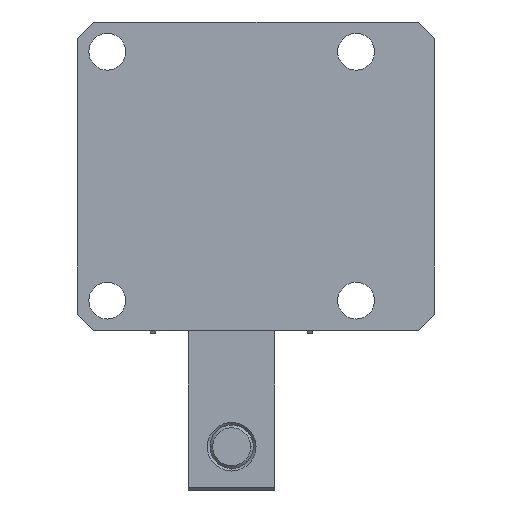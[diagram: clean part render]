
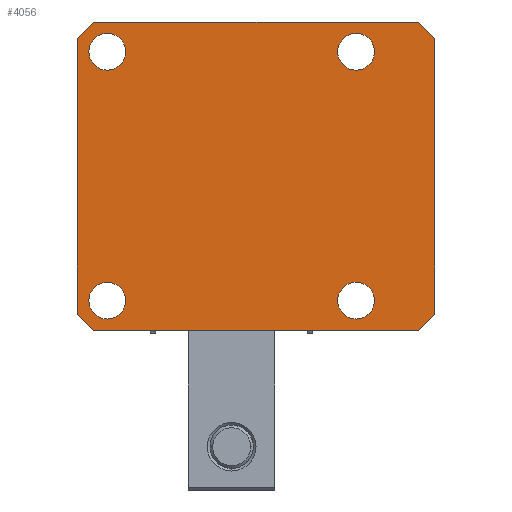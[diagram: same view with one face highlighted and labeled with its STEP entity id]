
A CAD part, front view. The second image highlights one B-rep face of the part: STEP entity #4056.
In plain terms, the highlighted planar face has unit normal (0, -1, 0).
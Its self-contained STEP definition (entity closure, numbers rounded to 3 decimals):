
#276 = ORIENTED_EDGE ( 'NONE', *, *, #2521, .T. ) ;
#479 = EDGE_LOOP ( 'NONE', ( #6419, #8860 ) ) ;
#562 = DIRECTION ( 'NONE',  ( -0.707, 0., 0.707 ) ) ;
#608 = AXIS2_PLACEMENT_3D ( 'NONE', #3999, #10964, #5001 ) ;
#697 = VERTEX_POINT ( 'NONE', #6440 ) ;
#852 = EDGE_CURVE ( 'NONE', #7450, #5104, #9164, .T. ) ;
#932 = EDGE_LOOP ( 'NONE', ( #3005, #5845 ) ) ;
#1184 = DIRECTION ( 'NONE',  ( 1., 0., 0. ) ) ;
#1204 = EDGE_CURVE ( 'NONE', #12388, #7740, #2517, .T. ) ;
#1337 = CARTESIAN_POINT ( 'NONE',  ( -397.549, 141.613, -25.5 ) ) ;
#1411 = VECTOR ( 'NONE', #7845, 1000. ) ;
#1540 = EDGE_LOOP ( 'NONE', ( #5009, #11656 ) ) ;
#1573 = ORIENTED_EDGE ( 'NONE', *, *, #10580, .T. ) ;
#1612 = CIRCLE ( 'NONE', #5412, 3.4 ) ;
#1737 = DIRECTION ( 'NONE',  ( 0., 1., 0. ) ) ;
#2246 = CARTESIAN_POINT ( 'NONE',  ( -460.549, 141.613, 28.5 ) ) ;
#2268 = CARTESIAN_POINT ( 'NONE',  ( -400.549, 141.613, 28.5 ) ) ;
#2349 = VERTEX_POINT ( 'NONE', #2952 ) ;
#2405 = VECTOR ( 'NONE', #8247, 1000. ) ;
#2503 = EDGE_CURVE ( 'NONE', #8455, #7771, #5582, .T. ) ;
#2507 = CARTESIAN_POINT ( 'NONE',  ( -412.049, 141.613, 19.6 ) ) ;
#2517 = CIRCLE ( 'NONE', #7339, 3.4 ) ;
#2521 = EDGE_CURVE ( 'NONE', #10573, #8986, #10887, .T. ) ;
#2536 = CARTESIAN_POINT ( 'NONE',  ( -463.549, 141.613, -25.5 ) ) ;
#2585 = EDGE_CURVE ( 'NONE', #7771, #7450, #11821, .T. ) ;
#2695 = CIRCLE ( 'NONE', #608, 3.4 ) ;
#2952 = CARTESIAN_POINT ( 'NONE',  ( -412.049, 141.613, 26.4 ) ) ;
#3005 = ORIENTED_EDGE ( 'NONE', *, *, #9575, .T. ) ;
#3135 = DIRECTION ( 'NONE',  ( 0., 0., -1. ) ) ;
#3142 = ORIENTED_EDGE ( 'NONE', *, *, #2503, .T. ) ;
#3163 = DIRECTION ( 'NONE',  ( 0., -1., 0. ) ) ;
#3166 = CARTESIAN_POINT ( 'NONE',  ( -397.549, 141.613, 25.5 ) ) ;
#3179 = PLANE ( 'NONE',  #9762 ) ;
#3256 = CARTESIAN_POINT ( 'NONE',  ( -463.549, 141.613, -28.5 ) ) ;
#3333 = CARTESIAN_POINT ( 'NONE',  ( -458.049, 141.613, 19.6 ) ) ;
#3759 = CARTESIAN_POINT ( 'NONE',  ( -460.549, 141.613, 28.5 ) ) ;
#3898 = DIRECTION ( 'NONE',  ( -0.707, 0., -0.707 ) ) ;
#3999 = CARTESIAN_POINT ( 'NONE',  ( -412.049, 141.613, 23. ) ) ;
#4056 = ADVANCED_FACE ( 'NONE', ( #5715, #9051, #11170, #9458, #11029 ), #3179, .T. ) ;
#4232 = ORIENTED_EDGE ( 'NONE', *, *, #11726, .T. ) ;
#4326 = CARTESIAN_POINT ( 'NONE',  ( -412.049, 141.613, 23. ) ) ;
#4327 = CARTESIAN_POINT ( 'NONE',  ( -458.049, 141.613, 23. ) ) ;
#4562 = LINE ( 'NONE', #11468, #12195 ) ;
#4576 = EDGE_CURVE ( 'NONE', #7740, #12388, #9941, .T. ) ;
#4888 = VECTOR ( 'NONE', #1184, 1000. ) ;
#5001 = DIRECTION ( 'NONE',  ( 0., 0., 1. ) ) ;
#5009 = ORIENTED_EDGE ( 'NONE', *, *, #1204, .T. ) ;
#5104 = VERTEX_POINT ( 'NONE', #8654 ) ;
#5331 = DIRECTION ( 'NONE',  ( 0., 0., 1. ) ) ;
#5333 = DIRECTION ( 'NONE',  ( 0., 0., 1. ) ) ;
#5412 = AXIS2_PLACEMENT_3D ( 'NONE', #4326, #11299, #5331 ) ;
#5574 = CARTESIAN_POINT ( 'NONE',  ( -458.049, 141.613, -23. ) ) ;
#5582 = LINE ( 'NONE', #7800, #1411 ) ;
#5606 = CARTESIAN_POINT ( 'NONE',  ( -412.049, 141.613, -23. ) ) ;
#5647 = DIRECTION ( 'NONE',  ( 0., 1., 0. ) ) ;
#5715 = FACE_OUTER_BOUND ( 'NONE', #10904, .T. ) ;
#5845 = ORIENTED_EDGE ( 'NONE', *, *, #9825, .T. ) ;
#5914 = DIRECTION ( 'NONE',  ( 0., 0., 1. ) ) ;
#6076 = ORIENTED_EDGE ( 'NONE', *, *, #7824, .F. ) ;
#6303 = VECTOR ( 'NONE', #9466, 1000. ) ;
#6332 = EDGE_CURVE ( 'NONE', #8986, #10573, #11650, .T. ) ;
#6347 = CARTESIAN_POINT ( 'NONE',  ( -458.049, 141.613, -19.6 ) ) ;
#6403 = DIRECTION ( 'NONE',  ( 0., 0., 1. ) ) ;
#6419 = ORIENTED_EDGE ( 'NONE', *, *, #12475, .T. ) ;
#6440 = CARTESIAN_POINT ( 'NONE',  ( -460.549, 141.613, -28.5 ) ) ;
#6454 = CIRCLE ( 'NONE', #8285, 3.4 ) ;
#6577 = DIRECTION ( 'NONE',  ( 0., 0., 1. ) ) ;
#6597 = ORIENTED_EDGE ( 'NONE', *, *, #10318, .T. ) ;
#6679 = ORIENTED_EDGE ( 'NONE', *, *, #9087, .T. ) ;
#6701 = DIRECTION ( 'NONE',  ( 0., 0., 1. ) ) ;
#6748 = DIRECTION ( 'NONE',  ( 0., 1., 0. ) ) ;
#6767 = DIRECTION ( 'NONE',  ( 0., 1., 0. ) ) ;
#6790 = CARTESIAN_POINT ( 'NONE',  ( -458.049, 141.613, -23. ) ) ;
#6793 = VERTEX_POINT ( 'NONE', #8342 ) ;
#6808 = CARTESIAN_POINT ( 'NONE',  ( -412.049, 141.613, -23. ) ) ;
#6820 = VECTOR ( 'NONE', #3898, 1000. ) ;
#6857 = VERTEX_POINT ( 'NONE', #2507 ) ;
#7014 = CARTESIAN_POINT ( 'NONE',  ( -460.549, 141.613, -28.5 ) ) ;
#7055 = VECTOR ( 'NONE', #10561, 1000. ) ;
#7250 = AXIS2_PLACEMENT_3D ( 'NONE', #6808, #6767, #5914 ) ;
#7339 = AXIS2_PLACEMENT_3D ( 'NONE', #5606, #5647, #6403 ) ;
#7374 = CARTESIAN_POINT ( 'NONE',  ( -463.549, 141.613, 25.5 ) ) ;
#7415 = EDGE_LOOP ( 'NONE', ( #8371, #276 ) ) ;
#7450 = VERTEX_POINT ( 'NONE', #7374 ) ;
#7581 = ORIENTED_EDGE ( 'NONE', *, *, #852, .T. ) ;
#7627 = CARTESIAN_POINT ( 'NONE',  ( -458.049, 141.613, 26.4 ) ) ;
#7652 = CARTESIAN_POINT ( 'NONE',  ( -458.049, 141.613, 23. ) ) ;
#7740 = VERTEX_POINT ( 'NONE', #11137 ) ;
#7771 = VERTEX_POINT ( 'NONE', #2246 ) ;
#7800 = CARTESIAN_POINT ( 'NONE',  ( -463.549, 141.613, 28.5 ) ) ;
#7824 = EDGE_CURVE ( 'NONE', #7941, #6793, #12334, .T. ) ;
#7845 = DIRECTION ( 'NONE',  ( -1., 0., 0. ) ) ;
#7941 = VERTEX_POINT ( 'NONE', #11428 ) ;
#8045 = ORIENTED_EDGE ( 'NONE', *, *, #2585, .T. ) ;
#8247 = DIRECTION ( 'NONE',  ( -0.707, 0., -0.707 ) ) ;
#8285 = AXIS2_PLACEMENT_3D ( 'NONE', #4327, #11300, #5333 ) ;
#8342 = CARTESIAN_POINT ( 'NONE',  ( -400.549, 141.613, -28.5 ) ) ;
#8371 = ORIENTED_EDGE ( 'NONE', *, *, #6332, .T. ) ;
#8455 = VERTEX_POINT ( 'NONE', #2268 ) ;
#8502 = VECTOR ( 'NONE', #12803, 1000. ) ;
#8650 = DIRECTION ( 'NONE',  ( 0., 0., 1. ) ) ;
#8654 = CARTESIAN_POINT ( 'NONE',  ( -463.549, 141.613, -25.5 ) ) ;
#8860 = ORIENTED_EDGE ( 'NONE', *, *, #11992, .T. ) ;
#8956 = LINE ( 'NONE', #2536, #6303 ) ;
#8986 = VERTEX_POINT ( 'NONE', #6347 ) ;
#9051 = FACE_BOUND ( 'NONE', #7415, .T. ) ;
#9087 = EDGE_CURVE ( 'NONE', #5104, #697, #8956, .T. ) ;
#9125 = CARTESIAN_POINT ( 'NONE',  ( -412.049, 141.613, -19.6 ) ) ;
#9164 = LINE ( 'NONE', #10590, #8502 ) ;
#9458 = FACE_BOUND ( 'NONE', #479, .T. ) ;
#9466 = DIRECTION ( 'NONE',  ( 0.707, 0., -0.707 ) ) ;
#9477 = VERTEX_POINT ( 'NONE', #3166 ) ;
#9529 = CARTESIAN_POINT ( 'NONE',  ( -397.549, 141.613, -28.5 ) ) ;
#9568 = CARTESIAN_POINT ( 'NONE',  ( -458.049, 141.613, -26.4 ) ) ;
#9575 = EDGE_CURVE ( 'NONE', #11818, #12479, #6454, .T. ) ;
#9698 = LINE ( 'NONE', #9529, #7055 ) ;
#9762 = AXIS2_PLACEMENT_3D ( 'NONE', #3256, #3163, #3135 ) ;
#9789 = AXIS2_PLACEMENT_3D ( 'NONE', #5574, #12512, #6577 ) ;
#9825 = EDGE_CURVE ( 'NONE', #12479, #11818, #11286, .T. ) ;
#9941 = CIRCLE ( 'NONE', #7250, 3.4 ) ;
#10051 = AXIS2_PLACEMENT_3D ( 'NONE', #7652, #1737, #8650 ) ;
#10318 = EDGE_CURVE ( 'NONE', #697, #6793, #12485, .T. ) ;
#10561 = DIRECTION ( 'NONE',  ( 0., 0., 1. ) ) ;
#10573 = VERTEX_POINT ( 'NONE', #9568 ) ;
#10580 = EDGE_CURVE ( 'NONE', #7941, #9477, #9698, .T. ) ;
#10590 = CARTESIAN_POINT ( 'NONE',  ( -463.549, 141.613, -28.5 ) ) ;
#10887 = CIRCLE ( 'NONE', #11441, 3.4 ) ;
#10904 = EDGE_LOOP ( 'NONE', ( #7581, #6679, #6597, #6076, #1573, #4232, #3142, #8045 ) ) ;
#10964 = DIRECTION ( 'NONE',  ( 0., 1., 0. ) ) ;
#11029 = FACE_BOUND ( 'NONE', #932, .T. ) ;
#11137 = CARTESIAN_POINT ( 'NONE',  ( -412.049, 141.613, -26.4 ) ) ;
#11170 = FACE_BOUND ( 'NONE', #1540, .T. ) ;
#11286 = CIRCLE ( 'NONE', #10051, 3.4 ) ;
#11299 = DIRECTION ( 'NONE',  ( 0., 1., 0. ) ) ;
#11300 = DIRECTION ( 'NONE',  ( 0., 1., 0. ) ) ;
#11428 = CARTESIAN_POINT ( 'NONE',  ( -397.549, 141.613, -25.5 ) ) ;
#11441 = AXIS2_PLACEMENT_3D ( 'NONE', #6790, #6748, #6701 ) ;
#11468 = CARTESIAN_POINT ( 'NONE',  ( -397.549, 141.613, 25.5 ) ) ;
#11650 = CIRCLE ( 'NONE', #9789, 3.4 ) ;
#11656 = ORIENTED_EDGE ( 'NONE', *, *, #4576, .T. ) ;
#11726 = EDGE_CURVE ( 'NONE', #9477, #8455, #4562, .T. ) ;
#11818 = VERTEX_POINT ( 'NONE', #7627 ) ;
#11821 = LINE ( 'NONE', #3759, #6820 ) ;
#11992 = EDGE_CURVE ( 'NONE', #6857, #2349, #2695, .T. ) ;
#12195 = VECTOR ( 'NONE', #562, 1000. ) ;
#12334 = LINE ( 'NONE', #1337, #2405 ) ;
#12388 = VERTEX_POINT ( 'NONE', #9125 ) ;
#12475 = EDGE_CURVE ( 'NONE', #2349, #6857, #1612, .T. ) ;
#12479 = VERTEX_POINT ( 'NONE', #3333 ) ;
#12485 = LINE ( 'NONE', #7014, #4888 ) ;
#12512 = DIRECTION ( 'NONE',  ( 0., 1., 0. ) ) ;
#12803 = DIRECTION ( 'NONE',  ( 0., 0., -1. ) ) ;
